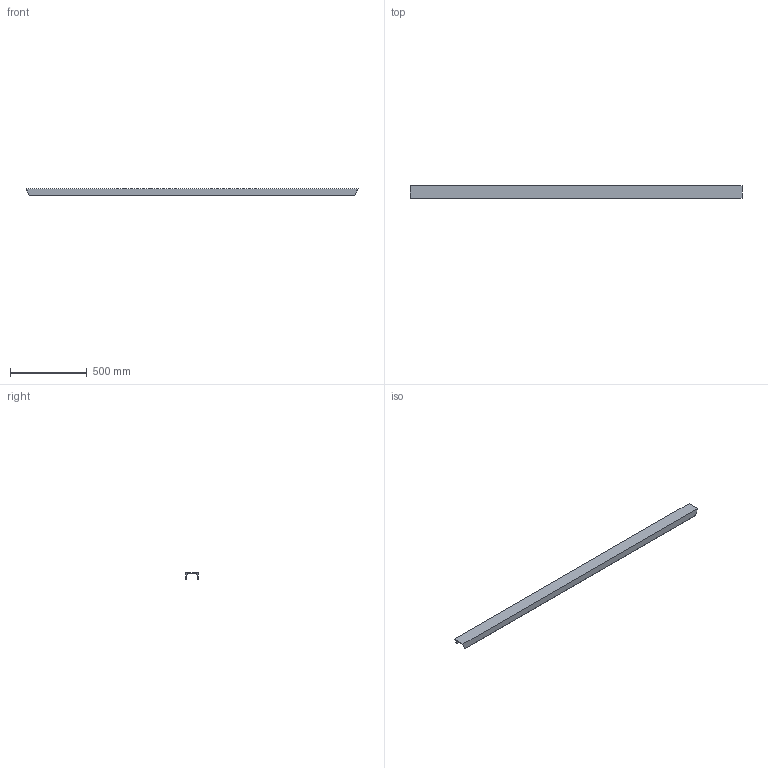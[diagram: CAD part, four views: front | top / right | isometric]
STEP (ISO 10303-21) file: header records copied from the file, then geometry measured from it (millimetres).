
FILE_DESCRIPTION(('CoCreate Modeling STEP Export'),'2;1');
FILE_NAME('b7.stp','2011-05-24T 9:12:23',(''),(''),'CoCreate Modeling STEP processor for AP214 (Solid Model)','CoCreate Modeling 18.0P1120 20-Nov-2010 (C) Parametric Technology GmbH','');
FILE_SCHEMA(('AUTOMOTIVE_DESIGN { 1 0 10303 214 1 1 1 1 }'));
Length unit declared in the file: millimetre
Products named in the file (4): 5093049-5360.PRT; 5093049-5690.ASM; PART2_5093049.stp; p1
Assembly tree (2 placements, depth 3):
  PART2_5093049.stp
    5093049-5690.ASM
      5093049-5360.PRT
  p1
Bounding box: 2155.92 x 80 x 45 mm (x, y, z)
Volume: 2186974.8 mm3; surface area: 676011.1 mm2
Topology: 1 solids, 1 shells, 14 faces, 36 edges, 24 vertices
Faces by surface type: plane 8, cylinder 6
Entity records: 539 total; most frequent: CARTESIAN_POINT 121, ORIENTED_EDGE 72, DIRECTION 70, EDGE_CURVE 36, AXIS2_PLACEMENT_3D 25, VERTEX_POINT 24, VECTOR 20, LINE 20
